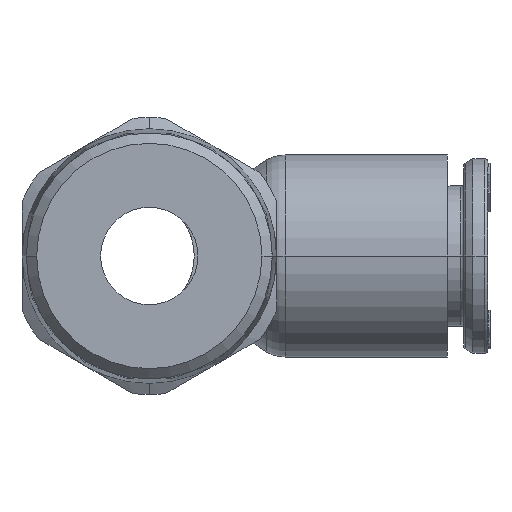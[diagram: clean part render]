
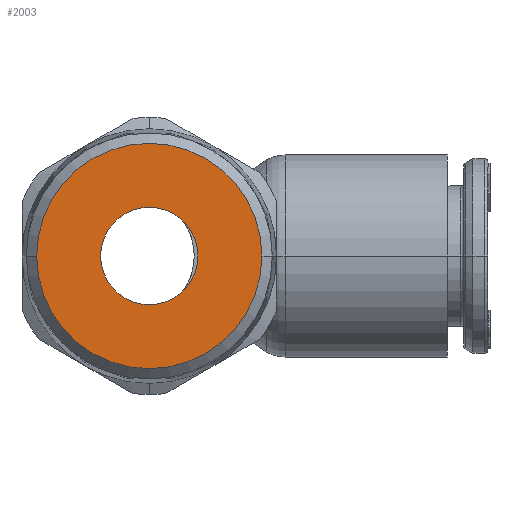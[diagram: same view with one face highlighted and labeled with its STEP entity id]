
A CAD part, left-side view. The second image highlights one B-rep face of the part: STEP entity #2003.
In plain terms, the highlighted planar face has unit normal (-1, 0, 0).
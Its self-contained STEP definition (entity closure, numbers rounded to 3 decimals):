
#2003=ADVANCED_FACE('',(#5198,#5199),#5200,.T.);
#5198=FACE_OUTER_BOUND('',#10240,.T.);
#5199=FACE_BOUND('',#10241,.T.);
#5200=PLANE('',#10242);
#10240=EDGE_LOOP('',(#18948,#18949));
#10241=EDGE_LOOP('',(#18950,#18951));
#10242=AXIS2_PLACEMENT_3D('',#18952,#18953,#18954);
#18948=ORIENTED_EDGE('',*,*,#31326,.F.);
#18949=ORIENTED_EDGE('',*,*,#31327,.F.);
#18950=ORIENTED_EDGE('',*,*,#30773,.F.);
#18951=ORIENTED_EDGE('',*,*,#31261,.F.);
#18952=CARTESIAN_POINT('',(-35.55,0.0,0.0));
#18953=DIRECTION('',(-1.0,0.0,0.0));
#18954=DIRECTION('',(0.0,0.0,-1.0));
#30773=EDGE_CURVE('',#36821,#36824,#36825,.T.);
#31261=EDGE_CURVE('',#36824,#36821,#37641,.T.);
#31326=EDGE_CURVE('',#37749,#37750,#37751,.T.);
#31327=EDGE_CURVE('',#37750,#37749,#37752,.T.);
#36821=VERTEX_POINT('',#45768);
#36824=VERTEX_POINT('',#45772);
#36825=CIRCLE('',#45773,3.25);
#37641=CIRCLE('',#47332,3.25);
#37749=VERTEX_POINT('',#47494);
#37750=VERTEX_POINT('',#47495);
#37751=CIRCLE('',#47496,7.522);
#37752=CIRCLE('',#47497,7.522);
#45768=CARTESIAN_POINT('',(-35.55,-3.25,0.0));
#45772=CARTESIAN_POINT('',(-35.55,3.25,0.));
#45773=AXIS2_PLACEMENT_3D('',#58663,#58664,#58665);
#47332=AXIS2_PLACEMENT_3D('',#59205,#59206,#59207);
#47494=CARTESIAN_POINT('',(-35.55,7.522,0.0));
#47495=CARTESIAN_POINT('',(-35.55,-7.522,0.));
#47496=AXIS2_PLACEMENT_3D('',#59304,#59305,#59306);
#47497=AXIS2_PLACEMENT_3D('',#59307,#59308,#59309);
#58663=CARTESIAN_POINT('',(-35.55,0.0,0.0));
#58664=DIRECTION('',(-1.0,0.0,0.0));
#58665=DIRECTION('',(0.0,-1.0,0.0));
#59205=CARTESIAN_POINT('',(-35.55,0.0,0.0));
#59206=DIRECTION('',(-1.0,0.0,0.0));
#59207=DIRECTION('',(0.0,-1.0,0.0));
#59304=CARTESIAN_POINT('',(-35.55,0.0,0.0));
#59305=DIRECTION('',(1.0,0.0,0.0));
#59306=DIRECTION('',(0.0,-1.0,0.0));
#59307=CARTESIAN_POINT('',(-35.55,0.0,0.0));
#59308=DIRECTION('',(1.0,0.0,0.0));
#59309=DIRECTION('',(0.0,-1.0,0.0));
